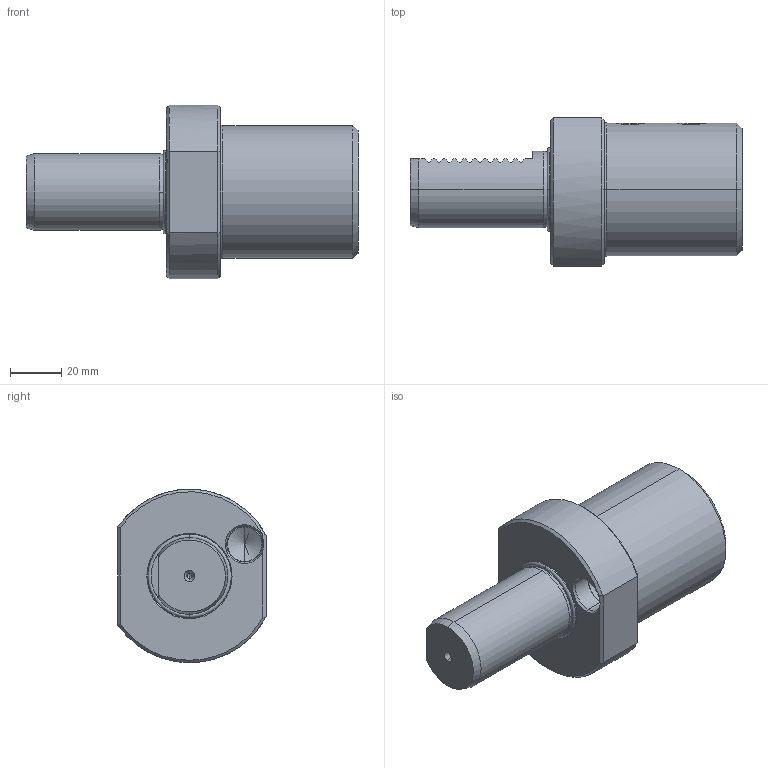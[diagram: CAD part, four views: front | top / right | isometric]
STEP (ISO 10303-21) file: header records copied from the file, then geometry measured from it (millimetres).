
FILE_DESCRIPTION (( 'STEP AP203' ), '1' );
FILE_NAME ('309.51.32.STEP', '2016-11-26T06:27:41', ( '' ), ( '' ), 'SwSTEP 2.0', 'SolidWorks 2012', '' );
FILE_SCHEMA (( 'CONFIG_CONTROL_DESIGN' ));
Length unit declared in the file: millimetre
Products named in the file (6): 309.51.32; O型環; 管螺文螺絲; M12xP1x14L; M12xP1x12L; VDI30       E1_32
Assembly tree (5 placements, depth 2):
  309.51.32
    VDI30       E1_32
    M12xP1x12L
    M12xP1x14L
    管螺文螺絲
    O型環
Bounding box: 130 x 58 x 68 mm (x, y, z)
Volume: 164720.6 mm3; surface area: 36743.8 mm2
Topology: 5 solids, 5 shells, 320 faces, 866 edges, 557 vertices
Faces by surface type: cylinder 124, plane 77, cone 75, bspline 30, torus 14
Entity records: 46372 total; most frequent: CARTESIAN_POINT 38787, ORIENTED_EDGE 1720, DIRECTION 1165, EDGE_CURVE 860, VERTEX_POINT 557, AXIS2_PLACEMENT_3D 429, EDGE_LOOP 337, FACE_OUTER_BOUND 320
